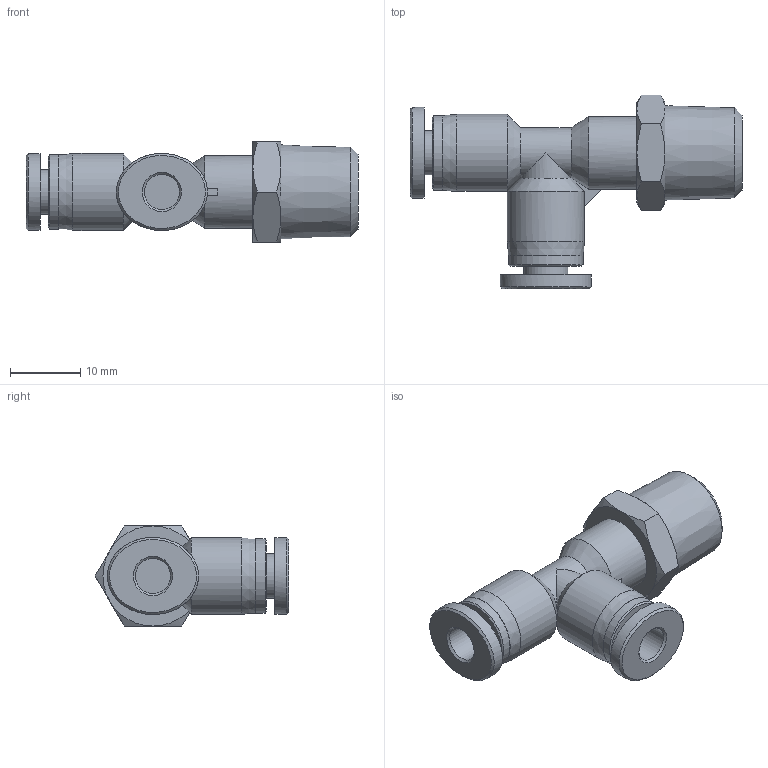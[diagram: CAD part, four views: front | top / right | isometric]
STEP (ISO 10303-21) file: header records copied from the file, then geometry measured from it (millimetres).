
FILE_DESCRIPTION((''),'2;1');
FILE_NAME('PST 3_16-N02U.stp','2016-10-17T15:00:43',('Administrator'),(''),'Autodesk Inventor 2013','Autodesk Inventor 2013','');
FILE_SCHEMA(('CONFIG_CONTROL_DESIGN'));
Length unit declared in the file: millimetre
Products named in the file (4): PST 3_16-N02U; NL 5_32-NPT1_4 BODY; NST N3_16 BODY; SLEEVE N3_16L
Assembly tree (4 placements, depth 2):
  PST 3_16-N02U
    NL 5_32-NPT1_4 BODY
    NST N3_16 BODY
    SLEEVE N3_16L  x2
Bounding box: 47.4 x 27.65 x 14.29 mm (x, y, z)
Volume: 5286.5 mm3; surface area: 3853.3 mm2
Topology: 4 solids, 4 shells, 71 faces, 140 edges, 82 vertices
Faces by surface type: plane 29, cone 24, cylinder 14, bspline 4
Full cylindrical faces by diameter (mm): 5 x4, 6.3 x2, 7.2 x1, 10.4 x1, 10.6 x2, 11 x2
Entity records: 1660 total; most frequent: CARTESIAN_POINT 400, DIRECTION 259, ORIENTED_EDGE 214, AXIS2_PLACEMENT_3D 116, EDGE_CURVE 107, EDGE_LOOP 82, VERTEX_POINT 71, FACE_OUTER_BOUND 60
